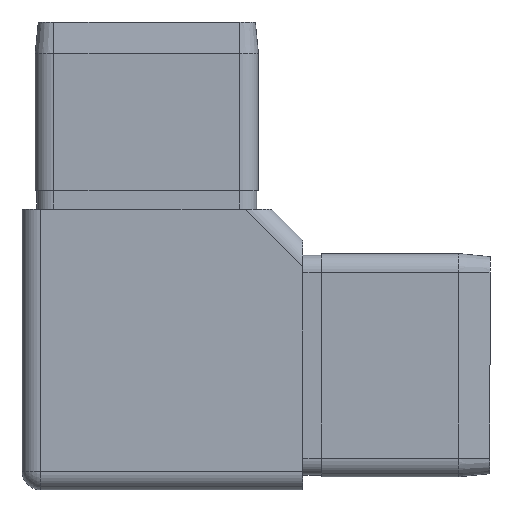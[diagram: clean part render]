
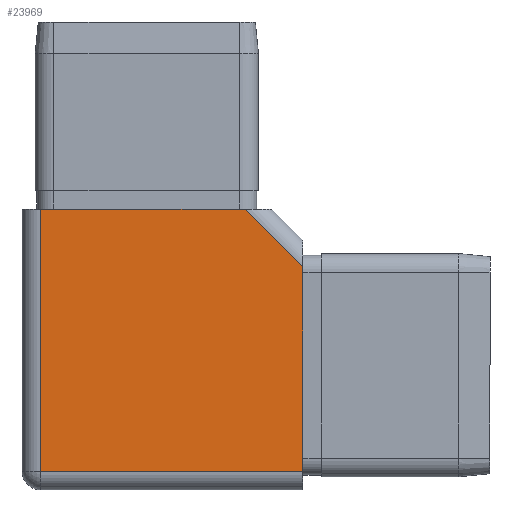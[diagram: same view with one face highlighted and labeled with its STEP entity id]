
A CAD part, left-side view. The second image highlights one B-rep face of the part: STEP entity #23969.
In plain terms, the highlighted planar face has unit normal (-1, 0, 0).
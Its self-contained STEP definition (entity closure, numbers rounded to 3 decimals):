
#523 = EDGE_CURVE ( 'NONE', #22562, #12693, #22534, .T. ) ;
#1504 = CARTESIAN_POINT ( 'NONE',  ( -20., -15.379, 20.379 ) ) ;
#1592 = VERTEX_POINT ( 'NONE', #9002 ) ;
#1680 = CARTESIAN_POINT ( 'NONE',  ( -20., 22.5, 22.5 ) ) ;
#1874 = DIRECTION ( 'NONE',  ( 0., 1., 0. ) ) ;
#2506 = LINE ( 'NONE', #1504, #19972 ) ;
#3058 = EDGE_CURVE ( 'NONE', #1592, #22562, #23153, .T. ) ;
#3667 = ORIENTED_EDGE ( 'NONE', *, *, #21613, .F. ) ;
#3674 = VECTOR ( 'NONE', #16602, 1000. ) ;
#3833 = VERTEX_POINT ( 'NONE', #19986 ) ;
#3986 = CARTESIAN_POINT ( 'NONE',  ( -20., 22.5, -19.5 ) ) ;
#4893 = CARTESIAN_POINT ( 'NONE',  ( -20., 19.5, 22.5 ) ) ;
#4896 = CARTESIAN_POINT ( 'NONE',  ( -20., -22.5, -19.5 ) ) ;
#5051 = VECTOR ( 'NONE', #22860, 1000. ) ;
#5704 = EDGE_CURVE ( 'NONE', #3833, #6044, #2506, .T. ) ;
#6044 = VERTEX_POINT ( 'NONE', #13451 ) ;
#6420 = VECTOR ( 'NONE', #10652, 1000. ) ;
#6813 = ORIENTED_EDGE ( 'NONE', *, *, #9738, .F. ) ;
#7168 = DIRECTION ( 'NONE',  ( 0., 0.707, 0.707 ) ) ;
#8528 = EDGE_LOOP ( 'NONE', ( #6813, #8845, #3667, #22104, #23530 ) ) ;
#8826 = LINE ( 'NONE', #10408, #6420 ) ;
#8845 = ORIENTED_EDGE ( 'NONE', *, *, #5704, .T. ) ;
#9002 = CARTESIAN_POINT ( 'NONE',  ( -20., 19.5, 22.5 ) ) ;
#9738 = EDGE_CURVE ( 'NONE', #3833, #12693, #8826, .T. ) ;
#10408 = CARTESIAN_POINT ( 'NONE',  ( -20., -22.5, 22.5 ) ) ;
#10484 = DIRECTION ( 'NONE',  ( 0., 0., -1. ) ) ;
#10652 = DIRECTION ( 'NONE',  ( 0., 0., -1. ) ) ;
#10731 = VECTOR ( 'NONE', #10484, 1000. ) ;
#11207 = DIRECTION ( 'NONE',  ( 1., 0., 0. ) ) ;
#12693 = VERTEX_POINT ( 'NONE', #4896 ) ;
#13271 = CARTESIAN_POINT ( 'NONE',  ( -20., 22.5, 22.5 ) ) ;
#13451 = CARTESIAN_POINT ( 'NONE',  ( -20., -13.257, 22.5 ) ) ;
#14066 = CARTESIAN_POINT ( 'NONE',  ( -20., 19.5, -19.5 ) ) ;
#15022 = FACE_OUTER_BOUND ( 'NONE', #8528, .T. ) ;
#16602 = DIRECTION ( 'NONE',  ( 0., -1., 0. ) ) ;
#18274 = AXIS2_PLACEMENT_3D ( 'NONE', #13271, #11207, #1874 ) ;
#18772 = LINE ( 'NONE', #1680, #3674 ) ;
#19972 = VECTOR ( 'NONE', #7168, 1000. ) ;
#19986 = CARTESIAN_POINT ( 'NONE',  ( -20., -22.5, 13.257 ) ) ;
#21613 = EDGE_CURVE ( 'NONE', #1592, #6044, #18772, .T. ) ;
#22104 = ORIENTED_EDGE ( 'NONE', *, *, #3058, .T. ) ;
#22534 = LINE ( 'NONE', #3986, #5051 ) ;
#22562 = VERTEX_POINT ( 'NONE', #14066 ) ;
#22860 = DIRECTION ( 'NONE',  ( 0., -1., 0. ) ) ;
#23153 = LINE ( 'NONE', #4893, #10731 ) ;
#23530 = ORIENTED_EDGE ( 'NONE', *, *, #523, .T. ) ;
#23969 = ADVANCED_FACE ( 'NONE', ( #15022 ), #24610, .F. ) ;
#24610 = PLANE ( 'NONE',  #18274 ) ;
